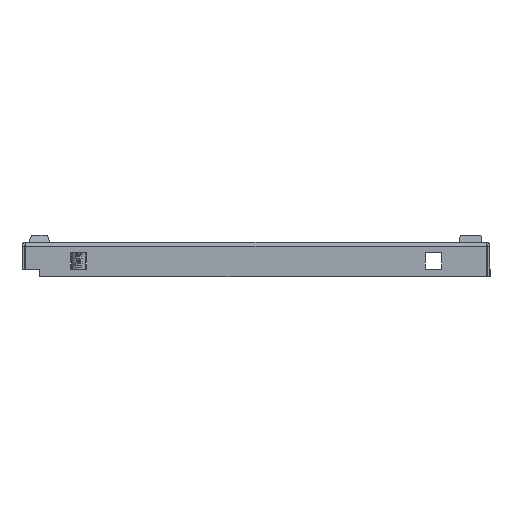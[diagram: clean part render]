
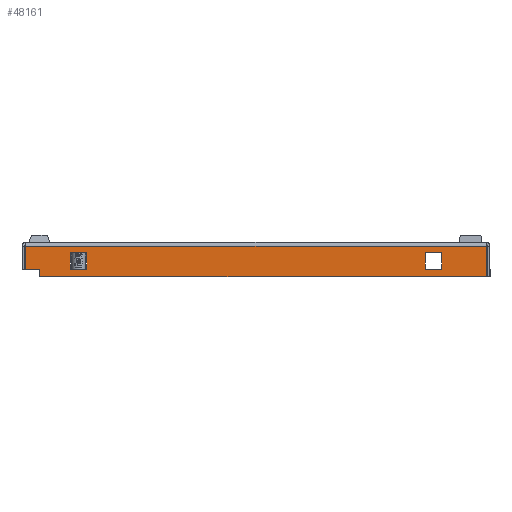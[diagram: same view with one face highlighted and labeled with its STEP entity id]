
A CAD part, front view. The second image highlights one B-rep face of the part: STEP entity #48161.
In plain terms, the highlighted planar face has unit normal (0, -1, 0).
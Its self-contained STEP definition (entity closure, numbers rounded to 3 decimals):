
#55 = FACE_BOUND ( 'NONE', #9403, .T. ) ;
#65 = FACE_BOUND ( 'NONE', #9406, .T. ) ;
#70 = FACE_OUTER_BOUND ( 'NONE', #9405, .T. ) ;
#1359 = VERTEX_POINT ( 'NONE', #44914 ) ;
#1360 = VERTEX_POINT ( 'NONE', #44912 ) ;
#1371 = VERTEX_POINT ( 'NONE', #44890 ) ;
#1372 = VERTEX_POINT ( 'NONE', #44888 ) ;
#1379 = VERTEX_POINT ( 'NONE', #44874 ) ;
#1381 = VERTEX_POINT ( 'NONE', #44870 ) ;
#1382 = VERTEX_POINT ( 'NONE', #44868 ) ;
#1383 = VERTEX_POINT ( 'NONE', #44866 ) ;
#1395 = VERTEX_POINT ( 'NONE', #44842 ) ;
#1398 = VERTEX_POINT ( 'NONE', #44836 ) ;
#1399 = VERTEX_POINT ( 'NONE', #44834 ) ;
#1403 = VERTEX_POINT ( 'NONE', #44826 ) ;
#1406 = VERTEX_POINT ( 'NONE', #44820 ) ;
#1407 = VERTEX_POINT ( 'NONE', #44818 ) ;
#6681 = EDGE_CURVE ( 'NONE', #1406, #1371, #18644, .T. ) ;
#6684 = EDGE_CURVE ( 'NONE', #1383, #1406, #18646, .T. ) ;
#6686 = EDGE_CURVE ( 'NONE', #1360, #1382, #18648, .T. ) ;
#6688 = EDGE_CURVE ( 'NONE', #1382, #1371, #18632, .T. ) ;
#6691 = EDGE_CURVE ( 'NONE', #1398, #1359, #18652, .T. ) ;
#6695 = EDGE_CURVE ( 'NONE', #1403, #1395, #18654, .T. ) ;
#6698 = EDGE_CURVE ( 'NONE', #1395, #1398, #18658, .T. ) ;
#6705 = EDGE_CURVE ( 'NONE', #1399, #1407, #18664, .T. ) ;
#6707 = EDGE_CURVE ( 'NONE', #1359, #1403, #18656, .T. ) ;
#6712 = EDGE_CURVE ( 'NONE', #1372, #1360, #18670, .T. ) ;
#6714 = EDGE_CURVE ( 'NONE', #1381, #1379, #18672, .T. ) ;
#6716 = EDGE_CURVE ( 'NONE', #1379, #1399, #18674, .T. ) ;
#6719 = EDGE_CURVE ( 'NONE', #1383, #1372, #18676, .T. ) ;
#6721 = EDGE_CURVE ( 'NONE', #1407, #1381, #18678, .T. ) ;
#9403 = EDGE_LOOP ( 'NONE', ( #64957, #64961, #65027, #64962 ) ) ;
#9405 = EDGE_LOOP ( 'NONE', ( #94787, #94784, #94785, #45689, #45692, #45691 ) ) ;
#9406 = EDGE_LOOP ( 'NONE', ( #45375, #45690, #45685, #45688 ) ) ;
#13925 = CARTESIAN_POINT ( 'NONE',  ( 130.25, -149., -18. ) ) ;
#13928 = DIRECTION ( 'NONE',  ( 0., 1., 0. ) ) ;
#14007 = PLANE ( 'NONE',  #77877 ) ;
#14009 = DIRECTION ( 'NONE',  ( 0., 0., 1. ) ) ;
#18632 = LINE ( 'NONE', #68008, #18653 ) ;
#18644 = LINE ( 'NONE', #67982, #18647 ) ;
#18646 = LINE ( 'NONE', #67980, #18649 ) ;
#18647 = VECTOR ( 'NONE', #67983, 1000. ) ;
#18648 = LINE ( 'NONE', #67977, #18651 ) ;
#18649 = VECTOR ( 'NONE', #67981, 1000. ) ;
#18651 = VECTOR ( 'NONE', #67979, 1000. ) ;
#18652 = LINE ( 'NONE', #67973, #18655 ) ;
#18653 = VECTOR ( 'NONE', #67976, 1000. ) ;
#18654 = LINE ( 'NONE', #67978, #18659 ) ;
#18655 = VECTOR ( 'NONE', #67975, 1000. ) ;
#18656 = LINE ( 'NONE', #67974, #18669 ) ;
#18658 = LINE ( 'NONE', #67968, #18661 ) ;
#18659 = VECTOR ( 'NONE', #67970, 1000. ) ;
#18661 = VECTOR ( 'NONE', #67969, 1000. ) ;
#18664 = LINE ( 'NONE', #67961, #18667 ) ;
#18667 = VECTOR ( 'NONE', #67963, 1000. ) ;
#18669 = VECTOR ( 'NONE', #67960, 1000. ) ;
#18670 = LINE ( 'NONE', #67956, #18673 ) ;
#18672 = LINE ( 'NONE', #67954, #18675 ) ;
#18673 = VECTOR ( 'NONE', #67957, 1000. ) ;
#18674 = LINE ( 'NONE', #67952, #18677 ) ;
#18675 = VECTOR ( 'NONE', #67955, 1000. ) ;
#18676 = LINE ( 'NONE', #67950, #18679 ) ;
#18677 = VECTOR ( 'NONE', #67953, 1000. ) ;
#18678 = LINE ( 'NONE', #67948, #18681 ) ;
#18679 = VECTOR ( 'NONE', #67951, 1000. ) ;
#18681 = VECTOR ( 'NONE', #67949, 1000. ) ;
#44818 = CARTESIAN_POINT ( 'NONE',  ( -105.25, -149., -13.75 ) ) ;
#44820 = CARTESIAN_POINT ( 'NONE',  ( -130.5, -149., -0.75 ) ) ;
#44826 = CARTESIAN_POINT ( 'NONE',  ( 105.25, -149., -4.25 ) ) ;
#44834 = CARTESIAN_POINT ( 'NONE',  ( -95.75, -149., -13.75 ) ) ;
#44836 = CARTESIAN_POINT ( 'NONE',  ( 95.75, -149., -13.75 ) ) ;
#44842 = CARTESIAN_POINT ( 'NONE',  ( 105.25, -149., -13.75 ) ) ;
#44866 = CARTESIAN_POINT ( 'NONE',  ( -130.5, -149., -14. ) ) ;
#44868 = CARTESIAN_POINT ( 'NONE',  ( 130.5, -149., -18. ) ) ;
#44870 = CARTESIAN_POINT ( 'NONE',  ( -105.25, -149., -4.25 ) ) ;
#44874 = CARTESIAN_POINT ( 'NONE',  ( -95.75, -149., -4.25 ) ) ;
#44888 = CARTESIAN_POINT ( 'NONE',  ( -122.5, -149., -14. ) ) ;
#44890 = CARTESIAN_POINT ( 'NONE',  ( 130.5, -149., -0.75 ) ) ;
#44912 = CARTESIAN_POINT ( 'NONE',  ( -122.5, -149., -18. ) ) ;
#44914 = CARTESIAN_POINT ( 'NONE',  ( 95.75, -149., -4.25 ) ) ;
#45375 = ORIENTED_EDGE ( 'NONE', *, *, #6721, .T. ) ;
#45685 = ORIENTED_EDGE ( 'NONE', *, *, #6716, .T. ) ;
#45688 = ORIENTED_EDGE ( 'NONE', *, *, #6705, .T. ) ;
#45689 = ORIENTED_EDGE ( 'NONE', *, *, #6681, .F. ) ;
#45690 = ORIENTED_EDGE ( 'NONE', *, *, #6714, .T. ) ;
#45691 = ORIENTED_EDGE ( 'NONE', *, *, #6719, .T. ) ;
#45692 = ORIENTED_EDGE ( 'NONE', *, *, #6684, .F. ) ;
#48161 = ADVANCED_FACE ( 'NONE', ( #70, #65, #55 ), #14007, .F. ) ;
#64957 = ORIENTED_EDGE ( 'NONE', *, *, #6707, .T. ) ;
#64961 = ORIENTED_EDGE ( 'NONE', *, *, #6695, .T. ) ;
#64962 = ORIENTED_EDGE ( 'NONE', *, *, #6691, .T. ) ;
#65027 = ORIENTED_EDGE ( 'NONE', *, *, #6698, .T. ) ;
#67948 = CARTESIAN_POINT ( 'NONE',  ( -105.25, -149., -4.25 ) ) ;
#67949 = DIRECTION ( 'NONE',  ( 0., 0., 1. ) ) ;
#67950 = CARTESIAN_POINT ( 'NONE',  ( -130.5, -149., -14. ) ) ;
#67951 = DIRECTION ( 'NONE',  ( 1., 0., 0. ) ) ;
#67952 = CARTESIAN_POINT ( 'NONE',  ( -95.75, -149., -4.25 ) ) ;
#67953 = DIRECTION ( 'NONE',  ( 0., 0., -1. ) ) ;
#67954 = CARTESIAN_POINT ( 'NONE',  ( -105.25, -149., -4.25 ) ) ;
#67955 = DIRECTION ( 'NONE',  ( 1., 0., 0. ) ) ;
#67956 = CARTESIAN_POINT ( 'NONE',  ( -122.5, -149., -18. ) ) ;
#67957 = DIRECTION ( 'NONE',  ( 0., 0., -1. ) ) ;
#67960 = DIRECTION ( 'NONE',  ( 1., 0., 0. ) ) ;
#67961 = CARTESIAN_POINT ( 'NONE',  ( -105.25, -149., -13.75 ) ) ;
#67963 = DIRECTION ( 'NONE',  ( -1., 0., 0. ) ) ;
#67968 = CARTESIAN_POINT ( 'NONE',  ( 105.25, -149., -13.75 ) ) ;
#67969 = DIRECTION ( 'NONE',  ( -1., 0., 0. ) ) ;
#67970 = DIRECTION ( 'NONE',  ( 0., 0., -1. ) ) ;
#67973 = CARTESIAN_POINT ( 'NONE',  ( 95.75, -149., -4.25 ) ) ;
#67974 = CARTESIAN_POINT ( 'NONE',  ( 105.25, -149., -4.25 ) ) ;
#67975 = DIRECTION ( 'NONE',  ( 0., 0., 1. ) ) ;
#67976 = DIRECTION ( 'NONE',  ( 0., 0., 1. ) ) ;
#67977 = CARTESIAN_POINT ( 'NONE',  ( 130.25, -149., -18. ) ) ;
#67978 = CARTESIAN_POINT ( 'NONE',  ( 105.25, -149., -4.25 ) ) ;
#67979 = DIRECTION ( 'NONE',  ( 1., 0., 0. ) ) ;
#67980 = CARTESIAN_POINT ( 'NONE',  ( -130.5, -149., -0.75 ) ) ;
#67981 = DIRECTION ( 'NONE',  ( 0., 0., 1. ) ) ;
#67982 = CARTESIAN_POINT ( 'NONE',  ( -261.009, -149., -0.75 ) ) ;
#67983 = DIRECTION ( 'NONE',  ( 1., 0., 0. ) ) ;
#68008 = CARTESIAN_POINT ( 'NONE',  ( 130.5, -149., -0.75 ) ) ;
#77877 = AXIS2_PLACEMENT_3D ( 'NONE', #13925, #13928, #14009 ) ;
#94784 = ORIENTED_EDGE ( 'NONE', *, *, #6686, .T. ) ;
#94785 = ORIENTED_EDGE ( 'NONE', *, *, #6688, .T. ) ;
#94787 = ORIENTED_EDGE ( 'NONE', *, *, #6712, .T. ) ;
